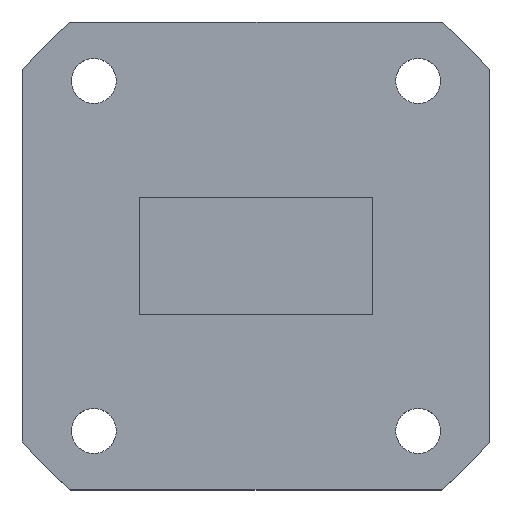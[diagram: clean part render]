
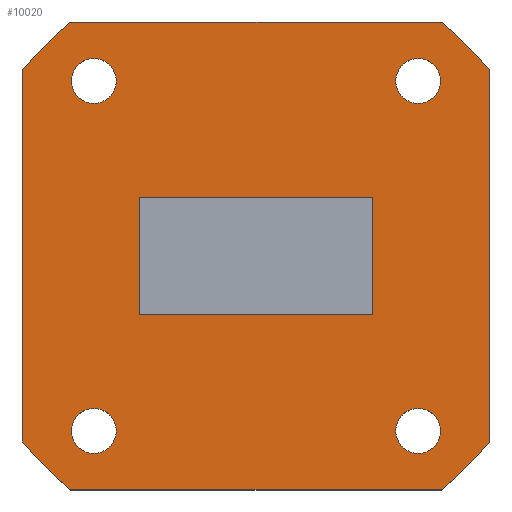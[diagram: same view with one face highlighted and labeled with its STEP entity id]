
A CAD part, top view. The second image highlights one B-rep face of the part: STEP entity #10020.
In plain terms, the highlighted planar face has unit normal (0, 0, 1).
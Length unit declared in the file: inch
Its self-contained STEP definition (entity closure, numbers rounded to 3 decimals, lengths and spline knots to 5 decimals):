
#45 = DIRECTION ( 'NONE',  ( 1., 0., 0. ) ) ;
#59 = ORIENTED_EDGE ( 'NONE', *, *, #6508, .T. ) ;
#196 = ORIENTED_EDGE ( 'NONE', *, *, #5582, .F. ) ;
#208 = CARTESIAN_POINT ( 'NONE',  ( 0., 0., 0. ) ) ;
#374 = CARTESIAN_POINT ( 'NONE',  ( -0.448, 0.561, 0. ) ) ;
#380 = CARTESIAN_POINT ( 'NONE',  ( -0.59317, -0.75, 0. ) ) ;
#450 = CARTESIAN_POINT ( 'NONE',  ( -0.375, -0.1875, 0. ) ) ;
#630 = VECTOR ( 'NONE', #9477, 39.37008 ) ;
#637 = DIRECTION ( 'NONE',  ( 1., 0., 0. ) ) ;
#756 = AXIS2_PLACEMENT_3D ( 'NONE', #6781, #1217, #9501 ) ;
#785 = EDGE_LOOP ( 'NONE', ( #4320, #9805, #4909, #3417, #6336, #59, #11956, #2850 ) ) ;
#923 = FACE_OUTER_BOUND ( 'NONE', #785, .T. ) ;
#993 = EDGE_LOOP ( 'NONE', ( #6361 ) ) ;
#1070 = EDGE_CURVE ( 'NONE', #1968, #8376, #6746, .T. ) ;
#1113 = ORIENTED_EDGE ( 'NONE', *, *, #2801, .T. ) ;
#1163 = VERTEX_POINT ( 'NONE', #8662 ) ;
#1194 = DIRECTION ( 'NONE',  ( 0., 0., -1. ) ) ;
#1217 = DIRECTION ( 'NONE',  ( 0., 0., 1. ) ) ;
#1288 = CARTESIAN_POINT ( 'NONE',  ( 0.75, 0.59317, 0. ) ) ;
#1398 = EDGE_CURVE ( 'NONE', #9124, #8015, #3548, .T. ) ;
#1621 = EDGE_CURVE ( 'NONE', #7923, #1827, #3104, .T. ) ;
#1630 = DIRECTION ( 'NONE',  ( 0., 0., 1. ) ) ;
#1811 = VECTOR ( 'NONE', #45, 39.37008 ) ;
#1827 = VERTEX_POINT ( 'NONE', #9381 ) ;
#1840 = AXIS2_PLACEMENT_3D ( 'NONE', #5100, #4229, #7008 ) ;
#1935 = LINE ( 'NONE', #6953, #8751 ) ;
#1968 = VERTEX_POINT ( 'NONE', #380 ) ;
#2091 = FACE_BOUND ( 'NONE', #11215, .T. ) ;
#2245 = FACE_BOUND ( 'NONE', #2467, .T. ) ;
#2304 = DIRECTION ( 'NONE',  ( 0., 0., 1. ) ) ;
#2318 = VERTEX_POINT ( 'NONE', #1288 ) ;
#2467 = EDGE_LOOP ( 'NONE', ( #4030 ) ) ;
#2497 = CARTESIAN_POINT ( 'NONE',  ( -0.75, 0.75, 0. ) ) ;
#2632 = EDGE_CURVE ( 'NONE', #1163, #1163, #2667, .T. ) ;
#2667 = CIRCLE ( 'NONE', #8990, 0.072 ) ;
#2675 = AXIS2_PLACEMENT_3D ( 'NONE', #208, #9642, #7813 ) ;
#2677 = FACE_BOUND ( 'NONE', #3193, .T. ) ;
#2788 = CIRCLE ( 'NONE', #4256, 0.95622 ) ;
#2801 = EDGE_CURVE ( 'NONE', #8999, #5626, #3670, .T. ) ;
#2850 = ORIENTED_EDGE ( 'NONE', *, *, #1398, .T. ) ;
#3104 = LINE ( 'NONE', #9516, #630 ) ;
#3111 = PLANE ( 'NONE',  #7885 ) ;
#3193 = EDGE_LOOP ( 'NONE', ( #10961 ) ) ;
#3417 = ORIENTED_EDGE ( 'NONE', *, *, #1070, .T. ) ;
#3510 = CARTESIAN_POINT ( 'NONE',  ( -0.375, -0.1875, 0. ) ) ;
#3548 = LINE ( 'NONE', #2497, #6735 ) ;
#3628 = AXIS2_PLACEMENT_3D ( 'NONE', #10152, #4578, #11066 ) ;
#3670 = LINE ( 'NONE', #4477, #5856 ) ;
#3713 = CARTESIAN_POINT ( 'NONE',  ( 0.375, 0.1875, 0. ) ) ;
#3763 = CARTESIAN_POINT ( 'NONE',  ( 0.59317, -0.75, 0. ) ) ;
#3863 = ORIENTED_EDGE ( 'NONE', *, *, #2632, .F. ) ;
#3960 = CARTESIAN_POINT ( 'NONE',  ( 0., 0., 0. ) ) ;
#4030 = ORIENTED_EDGE ( 'NONE', *, *, #6223, .F. ) ;
#4031 = CARTESIAN_POINT ( 'NONE',  ( 0.592, 0.561, 0. ) ) ;
#4102 = DIRECTION ( 'NONE',  ( 1., 0., 0. ) ) ;
#4219 = VERTEX_POINT ( 'NONE', #10434 ) ;
#4229 = DIRECTION ( 'NONE',  ( 0., 0., -1. ) ) ;
#4256 = AXIS2_PLACEMENT_3D ( 'NONE', #10128, #6558, #10167 ) ;
#4308 = DIRECTION ( 'NONE',  ( 0., 0., -1. ) ) ;
#4316 = AXIS2_PLACEMENT_3D ( 'NONE', #5996, #2304, #7762 ) ;
#4320 = ORIENTED_EDGE ( 'NONE', *, *, #4864, .F. ) ;
#4477 = CARTESIAN_POINT ( 'NONE',  ( -0.375, -0.1875, 0. ) ) ;
#4578 = DIRECTION ( 'NONE',  ( 0., 0., 1. ) ) ;
#4606 = DIRECTION ( 'NONE',  ( 0., 1., 0. ) ) ;
#4658 = VERTEX_POINT ( 'NONE', #374 ) ;
#4686 = CARTESIAN_POINT ( 'NONE',  ( -0.75, -0.75, 0. ) ) ;
#4705 = CARTESIAN_POINT ( 'NONE',  ( -0.59317, 0.75, 0. ) ) ;
#4847 = DIRECTION ( 'NONE',  ( -1., 0., 0. ) ) ;
#4864 = EDGE_CURVE ( 'NONE', #7923, #8015, #10761, .T. ) ;
#4909 = ORIENTED_EDGE ( 'NONE', *, *, #9979, .F. ) ;
#4988 = EDGE_CURVE ( 'NONE', #4219, #8376, #11614, .T. ) ;
#5100 = CARTESIAN_POINT ( 'NONE',  ( 0., 0., 0. ) ) ;
#5118 = CIRCLE ( 'NONE', #3628, 0.072 ) ;
#5293 = DIRECTION ( 'NONE',  ( -1., 0., 0. ) ) ;
#5310 = EDGE_CURVE ( 'NONE', #11765, #11765, #5118, .T. ) ;
#5395 = CARTESIAN_POINT ( 'NONE',  ( -0.375, 0.1875, 0. ) ) ;
#5582 = EDGE_CURVE ( 'NONE', #8999, #11900, #8004, .T. ) ;
#5626 = VERTEX_POINT ( 'NONE', #5395 ) ;
#5638 = CIRCLE ( 'NONE', #2675, 0.95622 ) ;
#5856 = VECTOR ( 'NONE', #8222, 39.37008 ) ;
#5968 = LINE ( 'NONE', #6234, #10156 ) ;
#5996 = CARTESIAN_POINT ( 'NONE',  ( 0.52, 0.561, 0. ) ) ;
#6025 = DIRECTION ( 'NONE',  ( 1., 0., 0. ) ) ;
#6223 = EDGE_CURVE ( 'NONE', #6849, #6849, #8879, .T. ) ;
#6234 = CARTESIAN_POINT ( 'NONE',  ( 0.375, -0.1875, 0. ) ) ;
#6336 = ORIENTED_EDGE ( 'NONE', *, *, #4988, .F. ) ;
#6361 = ORIENTED_EDGE ( 'NONE', *, *, #11625, .F. ) ;
#6508 = EDGE_CURVE ( 'NONE', #4219, #2318, #9443, .T. ) ;
#6558 = DIRECTION ( 'NONE',  ( 0., 0., 1. ) ) ;
#6735 = VECTOR ( 'NONE', #5293, 39.37008 ) ;
#6746 = LINE ( 'NONE', #4686, #1811 ) ;
#6781 = CARTESIAN_POINT ( 'NONE',  ( -0.52, 0.561, 0. ) ) ;
#6849 = VERTEX_POINT ( 'NONE', #4031 ) ;
#6953 = CARTESIAN_POINT ( 'NONE',  ( -0.375, 0.1875, 0. ) ) ;
#7008 = DIRECTION ( 'NONE',  ( -1., 0., 0. ) ) ;
#7245 = ORIENTED_EDGE ( 'NONE', *, *, #10888, .T. ) ;
#7388 = CARTESIAN_POINT ( 'NONE',  ( -0.75, 0.59317, 0. ) ) ;
#7679 = EDGE_CURVE ( 'NONE', #11900, #11240, #5968, .T. ) ;
#7762 = DIRECTION ( 'NONE',  ( 1., 0., 0. ) ) ;
#7813 = DIRECTION ( 'NONE',  ( -1., 0., 0. ) ) ;
#7885 = AXIS2_PLACEMENT_3D ( 'NONE', #3960, #1194, #4847 ) ;
#7923 = VERTEX_POINT ( 'NONE', #7388 ) ;
#8004 = LINE ( 'NONE', #450, #11904 ) ;
#8015 = VERTEX_POINT ( 'NONE', #4705 ) ;
#8222 = DIRECTION ( 'NONE',  ( 0., 1., 0. ) ) ;
#8376 = VERTEX_POINT ( 'NONE', #3763 ) ;
#8425 = VECTOR ( 'NONE', #4606, 39.37008 ) ;
#8531 = EDGE_LOOP ( 'NONE', ( #1113, #7245, #10415, #196 ) ) ;
#8662 = CARTESIAN_POINT ( 'NONE',  ( 0.592, -0.561, 0. ) ) ;
#8751 = VECTOR ( 'NONE', #4102, 39.37008 ) ;
#8879 = CIRCLE ( 'NONE', #4316, 0.072 ) ;
#8990 = AXIS2_PLACEMENT_3D ( 'NONE', #10929, #1630, #637 ) ;
#8994 = CARTESIAN_POINT ( 'NONE',  ( 0., 0., 0. ) ) ;
#8999 = VERTEX_POINT ( 'NONE', #3510 ) ;
#9124 = VERTEX_POINT ( 'NONE', #10306 ) ;
#9208 = CARTESIAN_POINT ( 'NONE',  ( 0.75, -0.75, 0. ) ) ;
#9381 = CARTESIAN_POINT ( 'NONE',  ( -0.75, -0.59317, 0. ) ) ;
#9443 = LINE ( 'NONE', #9208, #8425 ) ;
#9477 = DIRECTION ( 'NONE',  ( 0., -1., 0. ) ) ;
#9501 = DIRECTION ( 'NONE',  ( 1., 0., 0. ) ) ;
#9516 = CARTESIAN_POINT ( 'NONE',  ( -0.75, -0.75, 0. ) ) ;
#9642 = DIRECTION ( 'NONE',  ( 0., 0., -1. ) ) ;
#9805 = ORIENTED_EDGE ( 'NONE', *, *, #1621, .T. ) ;
#9879 = DIRECTION ( 'NONE',  ( 0., 1., 0. ) ) ;
#9979 = EDGE_CURVE ( 'NONE', #1968, #1827, #5638, .T. ) ;
#10020 = ADVANCED_FACE ( 'NONE', ( #923, #2677, #2091, #2245, #11202, #10335 ), #3111, .F. ) ;
#10128 = CARTESIAN_POINT ( 'NONE',  ( 0., 0., 0. ) ) ;
#10152 = CARTESIAN_POINT ( 'NONE',  ( -0.52, -0.561, 0. ) ) ;
#10156 = VECTOR ( 'NONE', #9879, 39.37008 ) ;
#10167 = DIRECTION ( 'NONE',  ( 1., 0., 0. ) ) ;
#10306 = CARTESIAN_POINT ( 'NONE',  ( 0.59317, 0.75, 0. ) ) ;
#10335 = FACE_BOUND ( 'NONE', #8531, .T. ) ;
#10415 = ORIENTED_EDGE ( 'NONE', *, *, #7679, .F. ) ;
#10434 = CARTESIAN_POINT ( 'NONE',  ( 0.75, -0.59317, 0. ) ) ;
#10625 = CIRCLE ( 'NONE', #756, 0.072 ) ;
#10761 = CIRCLE ( 'NONE', #1840, 0.95622 ) ;
#10803 = DIRECTION ( 'NONE',  ( -1., 0., 0. ) ) ;
#10888 = EDGE_CURVE ( 'NONE', #5626, #11240, #1935, .T. ) ;
#10924 = AXIS2_PLACEMENT_3D ( 'NONE', #8994, #4308, #10803 ) ;
#10929 = CARTESIAN_POINT ( 'NONE',  ( 0.52, -0.561, 0. ) ) ;
#10961 = ORIENTED_EDGE ( 'NONE', *, *, #5310, .F. ) ;
#10968 = CARTESIAN_POINT ( 'NONE',  ( 0.375, -0.1875, 0. ) ) ;
#11066 = DIRECTION ( 'NONE',  ( 1., 0., 0. ) ) ;
#11202 = FACE_BOUND ( 'NONE', #993, .T. ) ;
#11215 = EDGE_LOOP ( 'NONE', ( #3863 ) ) ;
#11240 = VERTEX_POINT ( 'NONE', #3713 ) ;
#11438 = CARTESIAN_POINT ( 'NONE',  ( -0.448, -0.561, 0. ) ) ;
#11614 = CIRCLE ( 'NONE', #10924, 0.95622 ) ;
#11625 = EDGE_CURVE ( 'NONE', #4658, #4658, #10625, .T. ) ;
#11765 = VERTEX_POINT ( 'NONE', #11438 ) ;
#11886 = EDGE_CURVE ( 'NONE', #2318, #9124, #2788, .T. ) ;
#11900 = VERTEX_POINT ( 'NONE', #10968 ) ;
#11904 = VECTOR ( 'NONE', #6025, 39.37008 ) ;
#11956 = ORIENTED_EDGE ( 'NONE', *, *, #11886, .T. ) ;
